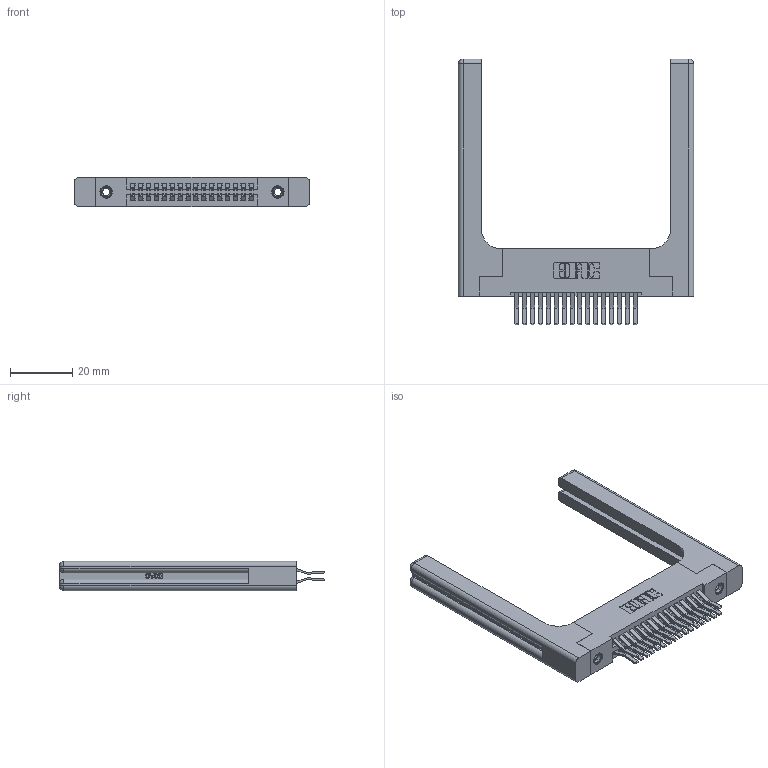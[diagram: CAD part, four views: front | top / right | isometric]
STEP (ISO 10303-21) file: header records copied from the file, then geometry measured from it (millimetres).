
FILE_DESCRIPTION (( 'STEP AP203' ), '1' );
FILE_NAME ('395-032-560-258.STEP', '2019-10-17T16:55:13', ( '' ), ( '' ), 'SwSTEP 2.0', 'SolidWorks 2016', '' );
FILE_SCHEMA (( 'CONFIG_CONTROL_DESIGN' ));
Length unit declared in the file: inch
Products named in the file (5): 345-250-001_345-250-001-102; 395-032-560-258; 345-220-058_345-220-058; 345 Part_Flush Mounting Lugs - 0.156 Dia-TH; 345-292-001_560 Tail
Assembly tree (37 placements, depth 2):
  395-032-560-258
    345 Part_Flush Mounting Lugs - 0.156 Dia-TH
    345-292-001_560 Tail  x32
    345-250-001_345-250-001-102  x2
    345-220-058_345-220-058  x2
Bounding box: 75.67 x 85.41 x 9.4 mm (x, y, z)
Volume: 15793.8 mm3; surface area: 15913.1 mm2
Topology: 37 solids, 37 shells, 2046 faces, 5967 edges, 3914 vertices
Faces by surface type: plane 1284, cylinder 702, bspline 36, cone 12, sphere 8, torus 4
Entity records: 21324 total; most frequent: CARTESIAN_POINT 4593, ORIENTED_EDGE 3324, DIRECTION 3018, EDGE_CURVE 1662, LINE 1370, VECTOR 1370, VERTEX_POINT 1098, AXIS2_PLACEMENT_3D 824
